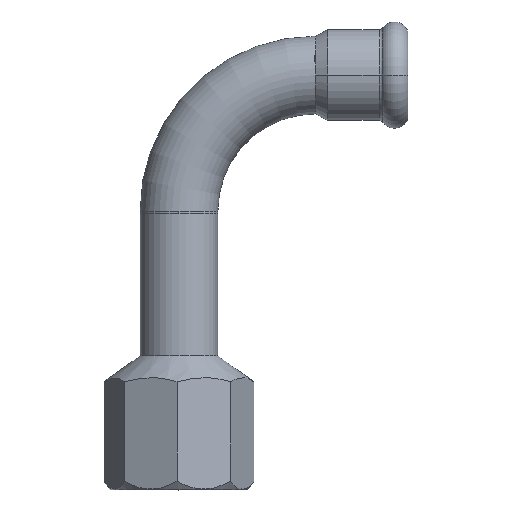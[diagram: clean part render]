
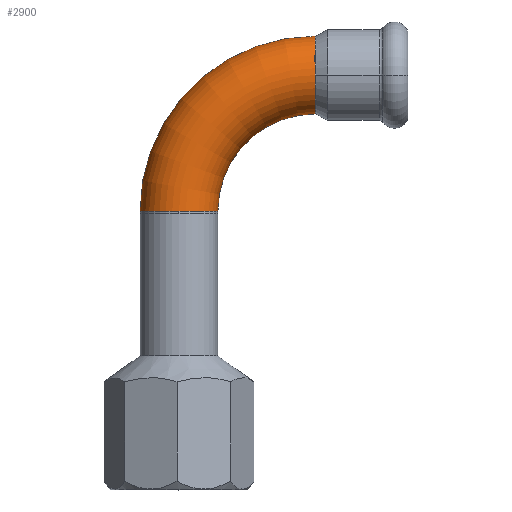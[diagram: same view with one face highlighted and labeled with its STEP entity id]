
A CAD part, top view. The second image highlights one B-rep face of the part: STEP entity #2900.
In plain terms, the highlighted toroidal (fillet/blend) face has major radius 31.5 mm and minor radius 9 mm.
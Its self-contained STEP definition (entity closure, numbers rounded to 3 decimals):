
#1 = DIRECTION ( 'NONE',  ( 0., 0., 1. ) ) ;
#84 = ORIENTED_EDGE ( 'NONE', *, *, #1818, .F. ) ;
#251 = ORIENTED_EDGE ( 'NONE', *, *, #2308, .T. ) ;
#269 = CARTESIAN_POINT ( 'NONE',  ( 0., 0.5, 0. ) ) ;
#464 = EDGE_CURVE ( 'NONE', #3422, #2806, #628, .T. ) ;
#496 = CARTESIAN_POINT ( 'NONE',  ( 31.5, 0.5, 0. ) ) ;
#600 = DIRECTION ( 'NONE',  ( 0., 1., 0. ) ) ;
#628 = CIRCLE ( 'NONE', #904, 40.5 ) ;
#667 = CIRCLE ( 'NONE', #1242, 9. ) ;
#779 = CARTESIAN_POINT ( 'NONE',  ( 31.5, 32., 9. ) ) ;
#801 = CIRCLE ( 'NONE', #1974, 9. ) ;
#861 = AXIS2_PLACEMENT_3D ( 'NONE', #931, #600, #2005 ) ;
#904 = AXIS2_PLACEMENT_3D ( 'NONE', #2538, #1, #2819 ) ;
#931 = CARTESIAN_POINT ( 'NONE',  ( 0., 0.5, 0. ) ) ;
#1131 = VERTEX_POINT ( 'NONE', #3690 ) ;
#1150 = ORIENTED_EDGE ( 'NONE', *, *, #464, .T. ) ;
#1183 = ORIENTED_EDGE ( 'NONE', *, *, #3637, .F. ) ;
#1242 = AXIS2_PLACEMENT_3D ( 'NONE', #3209, #3227, #1840 ) ;
#1250 = CARTESIAN_POINT ( 'NONE',  ( 31.5, 32., 0. ) ) ;
#1272 = CIRCLE ( 'NONE', #3654, 22.5 ) ;
#1429 = CARTESIAN_POINT ( 'NONE',  ( 0., 0.5, 9. ) ) ;
#1507 = EDGE_CURVE ( 'NONE', #1651, #4430, #667, .T. ) ;
#1610 = CIRCLE ( 'NONE', #2218, 9. ) ;
#1651 = VERTEX_POINT ( 'NONE', #779 ) ;
#1673 = DIRECTION ( 'NONE',  ( 1., 0., 0. ) ) ;
#1680 = DIRECTION ( 'NONE',  ( -1., 0., 0. ) ) ;
#1818 = EDGE_CURVE ( 'NONE', #3422, #1651, #1610, .T. ) ;
#1840 = DIRECTION ( 'NONE',  ( 0., 1., 0. ) ) ;
#1974 = AXIS2_PLACEMENT_3D ( 'NONE', #269, #4436, #1680 ) ;
#1980 = EDGE_LOOP ( 'NONE', ( #84, #1150, #3248, #251, #1183, #2974 ) ) ;
#2005 = DIRECTION ( 'NONE',  ( -1., 0., 0. ) ) ;
#2014 = EDGE_CURVE ( 'NONE', #2806, #2524, #801, .T. ) ;
#2218 = AXIS2_PLACEMENT_3D ( 'NONE', #1250, #3046, #2312 ) ;
#2308 = EDGE_CURVE ( 'NONE', #2524, #1131, #3686, .T. ) ;
#2312 = DIRECTION ( 'NONE',  ( 0., 1., 0. ) ) ;
#2480 = FACE_OUTER_BOUND ( 'NONE', #1980, .T. ) ;
#2524 = VERTEX_POINT ( 'NONE', #1429 ) ;
#2525 = TOROIDAL_SURFACE ( 'NONE', #3103, 31.5, 9. ) ;
#2538 = CARTESIAN_POINT ( 'NONE',  ( 31.5, 0.5, 0. ) ) ;
#2748 = DIRECTION ( 'NONE',  ( 1., 0., 0. ) ) ;
#2806 = VERTEX_POINT ( 'NONE', #3208 ) ;
#2819 = DIRECTION ( 'NONE',  ( 1., 0., 0. ) ) ;
#2900 = ADVANCED_FACE ( 'NONE', ( #2480 ), #2525, .T. ) ;
#2949 = CARTESIAN_POINT ( 'NONE',  ( 31.5, 41., 0. ) ) ;
#2974 = ORIENTED_EDGE ( 'NONE', *, *, #1507, .F. ) ;
#3046 = DIRECTION ( 'NONE',  ( 1., 0., 0. ) ) ;
#3094 = DIRECTION ( 'NONE',  ( 0., 0., 1. ) ) ;
#3103 = AXIS2_PLACEMENT_3D ( 'NONE', #3119, #3094, #2748 ) ;
#3119 = CARTESIAN_POINT ( 'NONE',  ( 31.5, 0.5, 0. ) ) ;
#3208 = CARTESIAN_POINT ( 'NONE',  ( -9., 0.5, 0. ) ) ;
#3209 = CARTESIAN_POINT ( 'NONE',  ( 31.5, 32., 0. ) ) ;
#3227 = DIRECTION ( 'NONE',  ( 1., 0., 0. ) ) ;
#3248 = ORIENTED_EDGE ( 'NONE', *, *, #2014, .T. ) ;
#3422 = VERTEX_POINT ( 'NONE', #2949 ) ;
#3501 = DIRECTION ( 'NONE',  ( 0., 0., 1. ) ) ;
#3586 = CARTESIAN_POINT ( 'NONE',  ( 31.5, 23., 0. ) ) ;
#3637 = EDGE_CURVE ( 'NONE', #4430, #1131, #1272, .T. ) ;
#3654 = AXIS2_PLACEMENT_3D ( 'NONE', #496, #3501, #1673 ) ;
#3686 = CIRCLE ( 'NONE', #861, 9. ) ;
#3690 = CARTESIAN_POINT ( 'NONE',  ( 9., 0.5, 0. ) ) ;
#4430 = VERTEX_POINT ( 'NONE', #3586 ) ;
#4436 = DIRECTION ( 'NONE',  ( 0., 1., 0. ) ) ;
